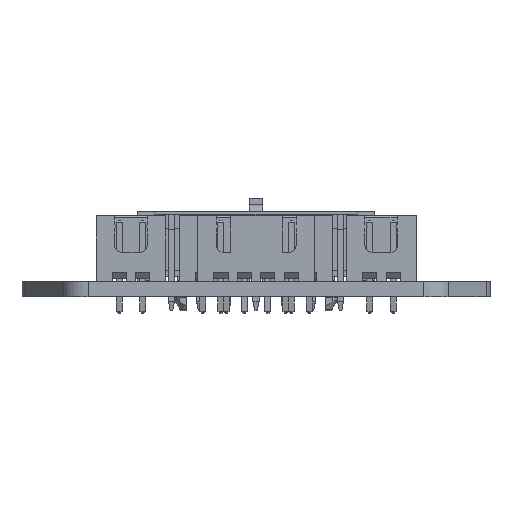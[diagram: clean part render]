
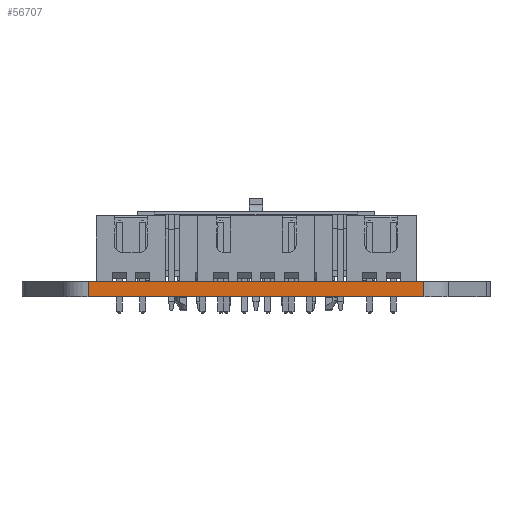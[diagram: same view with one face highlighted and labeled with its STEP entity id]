
A CAD part, front view. The second image highlights one B-rep face of the part: STEP entity #56707.
In plain terms, the highlighted planar face has unit normal (0, -1, 0).
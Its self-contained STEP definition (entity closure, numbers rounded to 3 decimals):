
#56707 = ADVANCED_FACE('',(#56708),#56722,.F.);
#56708 = FACE_BOUND('',#56709,.F.);
#56709 = EDGE_LOOP('',(#56710,#56745,#56773,#56801));
#56710 = ORIENTED_EDGE('',*,*,#56711,.T.);
#56711 = EDGE_CURVE('',#56712,#56714,#56716,.T.);
#56712 = VERTEX_POINT('',#56713);
#56713 = CARTESIAN_POINT('',(-17.879,-14.,0.));
#56714 = VERTEX_POINT('',#56715);
#56715 = CARTESIAN_POINT('',(-17.879,-14.,1.6));
#56716 = SURFACE_CURVE('',#56717,(#56721,#56733),.PCURVE_S1.);
#56717 = LINE('',#56718,#56719);
#56718 = CARTESIAN_POINT('',(-17.879,-14.,0.));
#56719 = VECTOR('',#56720,1.);
#56720 = DIRECTION('',(0.,0.,1.));
#56721 = PCURVE('',#56722,#56727);
#56722 = PLANE('',#56723);
#56723 = AXIS2_PLACEMENT_3D('',#56724,#56725,#56726);
#56724 = CARTESIAN_POINT('',(-17.879,-14.,0.));
#56725 = DIRECTION('',(0.,1.,0.));
#56726 = DIRECTION('',(1.,0.,0.));
#56727 = DEFINITIONAL_REPRESENTATION('',(#56728),#56732);
#56728 = LINE('',#56729,#56730);
#56729 = CARTESIAN_POINT('',(0.,0.));
#56730 = VECTOR('',#56731,1.);
#56731 = DIRECTION('',(0.,-1.));
#56732 = ( GEOMETRIC_REPRESENTATION_CONTEXT(2) 
PARAMETRIC_REPRESENTATION_CONTEXT() REPRESENTATION_CONTEXT('2D SPACE',''
  ) );
#56733 = PCURVE('',#56734,#56739);
#56734 = CYLINDRICAL_SURFACE('',#56735,3.);
#56735 = AXIS2_PLACEMENT_3D('',#56736,#56737,#56738);
#56736 = CARTESIAN_POINT('',(-17.879,-11.,0.));
#56737 = DIRECTION('',(0.,0.,-1.));
#56738 = DIRECTION('',(1.,0.,0.));
#56739 = DEFINITIONAL_REPRESENTATION('',(#56740),#56744);
#56740 = LINE('',#56741,#56742);
#56741 = CARTESIAN_POINT('',(-4.712,0.));
#56742 = VECTOR('',#56743,1.);
#56743 = DIRECTION('',(0.,-1.));
#56744 = ( GEOMETRIC_REPRESENTATION_CONTEXT(2) 
PARAMETRIC_REPRESENTATION_CONTEXT() REPRESENTATION_CONTEXT('2D SPACE',''
  ) );
#56745 = ORIENTED_EDGE('',*,*,#56746,.T.);
#56746 = EDGE_CURVE('',#56714,#56747,#56749,.T.);
#56747 = VERTEX_POINT('',#56748);
#56748 = CARTESIAN_POINT('',(17.879,-14.,1.6));
#56749 = SURFACE_CURVE('',#56750,(#56754,#56761),.PCURVE_S1.);
#56750 = LINE('',#56751,#56752);
#56751 = CARTESIAN_POINT('',(-17.879,-14.,1.6));
#56752 = VECTOR('',#56753,1.);
#56753 = DIRECTION('',(1.,0.,0.));
#56754 = PCURVE('',#56722,#56755);
#56755 = DEFINITIONAL_REPRESENTATION('',(#56756),#56760);
#56756 = LINE('',#56757,#56758);
#56757 = CARTESIAN_POINT('',(0.,-1.6));
#56758 = VECTOR('',#56759,1.);
#56759 = DIRECTION('',(1.,0.));
#56760 = ( GEOMETRIC_REPRESENTATION_CONTEXT(2) 
PARAMETRIC_REPRESENTATION_CONTEXT() REPRESENTATION_CONTEXT('2D SPACE',''
  ) );
#56761 = PCURVE('',#56762,#56767);
#56762 = PLANE('',#56763);
#56763 = AXIS2_PLACEMENT_3D('',#56764,#56765,#56766);
#56764 = CARTESIAN_POINT('',(0.,-2.56,1.6));
#56765 = DIRECTION('',(0.,0.,1.));
#56766 = DIRECTION('',(1.,0.,0.));
#56767 = DEFINITIONAL_REPRESENTATION('',(#56768),#56772);
#56768 = LINE('',#56769,#56770);
#56769 = CARTESIAN_POINT('',(-17.879,-11.44));
#56770 = VECTOR('',#56771,1.);
#56771 = DIRECTION('',(1.,0.));
#56772 = ( GEOMETRIC_REPRESENTATION_CONTEXT(2) 
PARAMETRIC_REPRESENTATION_CONTEXT() REPRESENTATION_CONTEXT('2D SPACE',''
  ) );
#56773 = ORIENTED_EDGE('',*,*,#56774,.F.);
#56774 = EDGE_CURVE('',#56775,#56747,#56777,.T.);
#56775 = VERTEX_POINT('',#56776);
#56776 = CARTESIAN_POINT('',(17.879,-14.,0.));
#56777 = SURFACE_CURVE('',#56778,(#56782,#56789),.PCURVE_S1.);
#56778 = LINE('',#56779,#56780);
#56779 = CARTESIAN_POINT('',(17.879,-14.,0.));
#56780 = VECTOR('',#56781,1.);
#56781 = DIRECTION('',(0.,0.,1.));
#56782 = PCURVE('',#56722,#56783);
#56783 = DEFINITIONAL_REPRESENTATION('',(#56784),#56788);
#56784 = LINE('',#56785,#56786);
#56785 = CARTESIAN_POINT('',(35.757,0.));
#56786 = VECTOR('',#56787,1.);
#56787 = DIRECTION('',(0.,-1.));
#56788 = ( GEOMETRIC_REPRESENTATION_CONTEXT(2) 
PARAMETRIC_REPRESENTATION_CONTEXT() REPRESENTATION_CONTEXT('2D SPACE',''
  ) );
#56789 = PCURVE('',#56790,#56795);
#56790 = CYLINDRICAL_SURFACE('',#56791,3.);
#56791 = AXIS2_PLACEMENT_3D('',#56792,#56793,#56794);
#56792 = CARTESIAN_POINT('',(17.879,-11.,0.));
#56793 = DIRECTION('',(0.,0.,-1.));
#56794 = DIRECTION('',(1.,0.,0.));
#56795 = DEFINITIONAL_REPRESENTATION('',(#56796),#56800);
#56796 = LINE('',#56797,#56798);
#56797 = CARTESIAN_POINT('',(-4.712,0.));
#56798 = VECTOR('',#56799,1.);
#56799 = DIRECTION('',(0.,-1.));
#56800 = ( GEOMETRIC_REPRESENTATION_CONTEXT(2) 
PARAMETRIC_REPRESENTATION_CONTEXT() REPRESENTATION_CONTEXT('2D SPACE',''
  ) );
#56801 = ORIENTED_EDGE('',*,*,#56802,.F.);
#56802 = EDGE_CURVE('',#56712,#56775,#56803,.T.);
#56803 = SURFACE_CURVE('',#56804,(#56808,#56815),.PCURVE_S1.);
#56804 = LINE('',#56805,#56806);
#56805 = CARTESIAN_POINT('',(-17.879,-14.,0.));
#56806 = VECTOR('',#56807,1.);
#56807 = DIRECTION('',(1.,0.,0.));
#56808 = PCURVE('',#56722,#56809);
#56809 = DEFINITIONAL_REPRESENTATION('',(#56810),#56814);
#56810 = LINE('',#56811,#56812);
#56811 = CARTESIAN_POINT('',(0.,0.));
#56812 = VECTOR('',#56813,1.);
#56813 = DIRECTION('',(1.,0.));
#56814 = ( GEOMETRIC_REPRESENTATION_CONTEXT(2) 
PARAMETRIC_REPRESENTATION_CONTEXT() REPRESENTATION_CONTEXT('2D SPACE',''
  ) );
#56815 = PCURVE('',#56816,#56821);
#56816 = PLANE('',#56817);
#56817 = AXIS2_PLACEMENT_3D('',#56818,#56819,#56820);
#56818 = CARTESIAN_POINT('',(0.,-2.56,0.
    ));
#56819 = DIRECTION('',(0.,0.,1.));
#56820 = DIRECTION('',(1.,0.,0.));
#56821 = DEFINITIONAL_REPRESENTATION('',(#56822),#56826);
#56822 = LINE('',#56823,#56824);
#56823 = CARTESIAN_POINT('',(-17.879,-11.44));
#56824 = VECTOR('',#56825,1.);
#56825 = DIRECTION('',(1.,0.));
#56826 = ( GEOMETRIC_REPRESENTATION_CONTEXT(2) 
PARAMETRIC_REPRESENTATION_CONTEXT() REPRESENTATION_CONTEXT('2D SPACE',''
  ) );
